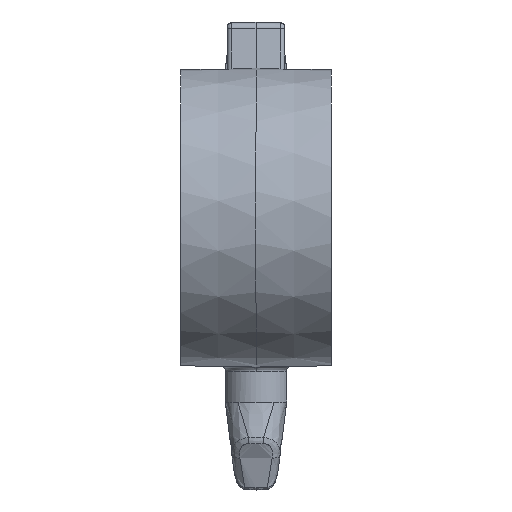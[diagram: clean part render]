
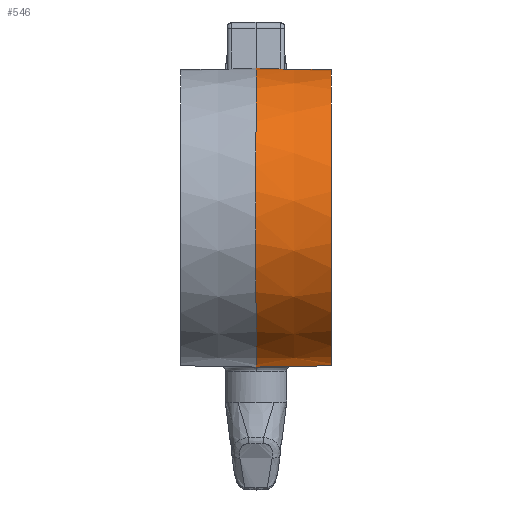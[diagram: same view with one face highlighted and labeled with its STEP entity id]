
A CAD part, left-side view. The second image highlights one B-rep face of the part: STEP entity #546.
In plain terms, the highlighted conical face has half-angle 1 degrees and reference radius 15.748 mm.
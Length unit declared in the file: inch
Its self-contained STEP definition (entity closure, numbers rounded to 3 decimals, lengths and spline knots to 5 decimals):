
#245=CONICAL_SURFACE('',#4348,0.62,1.);
#281=CIRCLE('',#4329,0.61455);
#293=CIRCLE('',#4347,0.62);
#546=ADVANCED_FACE('',(#893),#245,.T.);
#893=FACE_OUTER_BOUND('',#1143,.T.);
#1143=EDGE_LOOP('',(#1625,#1626,#1627,#1628));
#1625=ORIENTED_EDGE('',*,*,#3205,.F.);
#1626=ORIENTED_EDGE('',*,*,#3238,.F.);
#1627=ORIENTED_EDGE('',*,*,#3237,.F.);
#1628=ORIENTED_EDGE('',*,*,#3214,.F.);
#2816=VERTEX_POINT('',#6119);
#2818=VERTEX_POINT('',#6123);
#2825=VERTEX_POINT('',#6142);
#2832=VERTEX_POINT('',#6165);
#3205=EDGE_CURVE('',#2818,#2816,#3783,.T.);
#3214=EDGE_CURVE('',#2816,#2825,#281,.T.);
#3237=EDGE_CURVE('',#2825,#2832,#3796,.T.);
#3238=EDGE_CURVE('',#2832,#2818,#293,.T.);
#3783=LINE('',#6124,#4057);
#3796=LINE('',#6177,#4070);
#4057=VECTOR('',#4827,1.);
#4070=VECTOR('',#4884,1.);
#4329=AXIS2_PLACEMENT_3D('',#6141,#4843,#4844);
#4347=AXIS2_PLACEMENT_3D('',#6179,#4887,#4888);
#4348=AXIS2_PLACEMENT_3D('',#6180,#4889,#4890);
#4827=DIRECTION('',(-0.017,-1.,0.));
#4843=DIRECTION('',(0.,-1.,0.));
#4844=DIRECTION('',(0.,0.,-1.));
#4884=DIRECTION('',(0.,1.,-0.017));
#4887=DIRECTION('',(0.,1.,0.));
#4888=DIRECTION('',(0.,0.,1.));
#4889=DIRECTION('',(0.,1.,0.));
#4890=DIRECTION('',(0.,0.,-1.));
#6119=CARTESIAN_POINT('',(0.98455,0.,0.62));
#6123=CARTESIAN_POINT('',(0.99,0.3125,0.62));
#6124=CARTESIAN_POINT('',(0.99,0.3125,0.62));
#6141=CARTESIAN_POINT('',(0.37,0.,0.62));
#6142=CARTESIAN_POINT('',(0.37,0.,0.00545));
#6165=CARTESIAN_POINT('',(0.37,0.3125,0.));
#6177=CARTESIAN_POINT('',(0.37,0.3125,0.));
#6179=CARTESIAN_POINT('',(0.37,0.3125,0.62));
#6180=CARTESIAN_POINT('',(0.37,0.3125,0.62));
